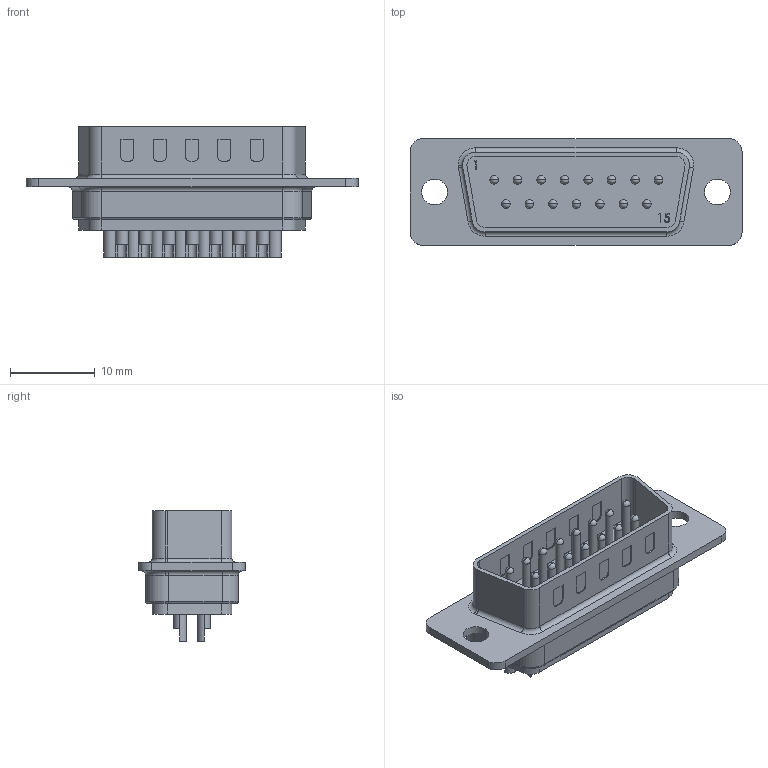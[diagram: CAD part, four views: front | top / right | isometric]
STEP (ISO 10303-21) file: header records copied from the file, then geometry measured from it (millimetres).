
FILE_DESCRIPTION (( 'STEP AP214' ), '1' );
FILE_NAME ('FMCN45981_3D.step', '2023-10-04T16:34:18', ( '' ), ( '' ), 'SwSTEP 2.0', 'SolidWorks 2022', '' );
FILE_SCHEMA (( 'AUTOMOTIVE_DESIGN' ));
Length unit declared in the file: inch
Products named in the file (1): FMCN45981_3D
Bounding box: 39.12 x 12.55 x 15.4 mm (x, y, z)
Volume: 2191.8 mm3; surface area: 2786.6 mm2
Topology: 1 solids, 1 shells, 454 faces, 1137 edges, 712 vertices
Faces by surface type: plane 222, cylinder 174, sphere 30, torus 20, bspline 8
Entity records: 18449 total; most frequent: CARTESIAN_POINT 2734, DIRECTION 2360, ORIENTED_EDGE 2154, EDGE_CURVE 1077, AXIS2_PLACEMENT_3D 852, VERTEX_POINT 682, LINE 656, VECTOR 656
